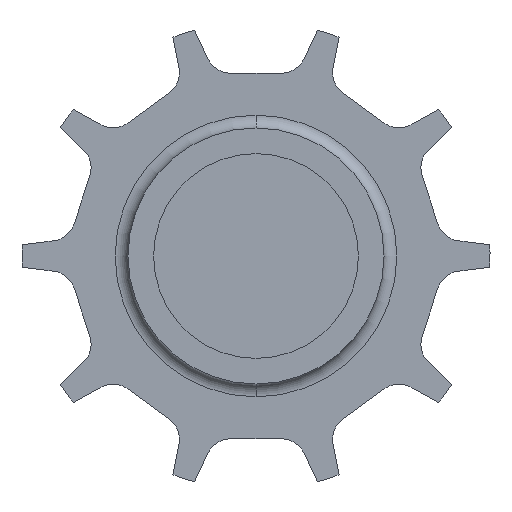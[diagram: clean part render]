
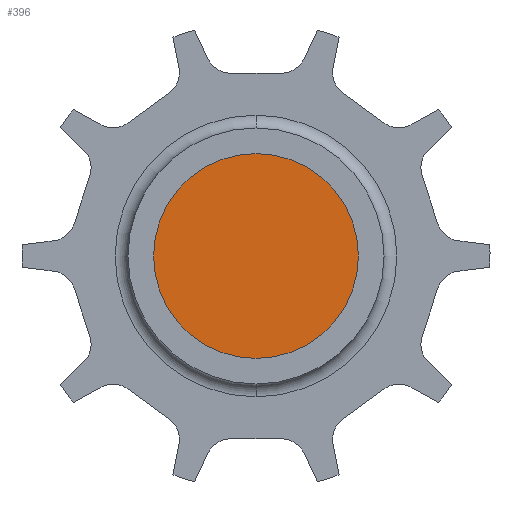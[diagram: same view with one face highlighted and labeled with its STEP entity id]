
A CAD part, front view. The second image highlights one B-rep face of the part: STEP entity #396.
In plain terms, the highlighted planar face has unit normal (0, -1, 0).
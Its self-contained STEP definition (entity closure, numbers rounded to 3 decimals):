
#148 = CIRCLE ( 'NONE', #2295, 2. ) ;
#396 = ADVANCED_FACE ( 'NONE', ( #1422 ), #457, .F. ) ;
#457 = PLANE ( 'NONE',  #2252 ) ;
#792 = DIRECTION ( 'NONE',  ( 0., 0., 1. ) ) ;
#868 = VERTEX_POINT ( 'NONE', #1214 ) ;
#869 = CARTESIAN_POINT ( 'NONE',  ( 0., -2.5, 2. ) ) ;
#907 = CARTESIAN_POINT ( 'NONE',  ( 0., -2.5, 0. ) ) ;
#977 = EDGE_CURVE ( 'NONE', #1646, #868, #148, .T. ) ;
#1002 = DIRECTION ( 'NONE',  ( 0., 1., 0. ) ) ;
#1104 = DIRECTION ( 'NONE',  ( 0., 0., 1. ) ) ;
#1214 = CARTESIAN_POINT ( 'NONE',  ( 0., -2.5, -2. ) ) ;
#1241 = CARTESIAN_POINT ( 'NONE',  ( 0., -2.5, 0. ) ) ;
#1282 = DIRECTION ( 'NONE',  ( 0., 1., 0. ) ) ;
#1370 = EDGE_LOOP ( 'NONE', ( #2437, #1421 ) ) ;
#1421 = ORIENTED_EDGE ( 'NONE', *, *, #1477, .F. ) ;
#1422 = FACE_OUTER_BOUND ( 'NONE', #1370, .T. ) ;
#1477 = EDGE_CURVE ( 'NONE', #868, #1646, #2386, .T. ) ;
#1646 = VERTEX_POINT ( 'NONE', #869 ) ;
#1693 = DIRECTION ( 'NONE',  ( 0., 1., 0. ) ) ;
#2045 = AXIS2_PLACEMENT_3D ( 'NONE', #907, #1693, #2486 ) ;
#2252 = AXIS2_PLACEMENT_3D ( 'NONE', #1241, #1002, #792 ) ;
#2295 = AXIS2_PLACEMENT_3D ( 'NONE', #2457, #1282, #1104 ) ;
#2386 = CIRCLE ( 'NONE', #2045, 2. ) ;
#2437 = ORIENTED_EDGE ( 'NONE', *, *, #977, .F. ) ;
#2457 = CARTESIAN_POINT ( 'NONE',  ( 0., -2.5, 0. ) ) ;
#2486 = DIRECTION ( 'NONE',  ( 0., 0., 1. ) ) ;
